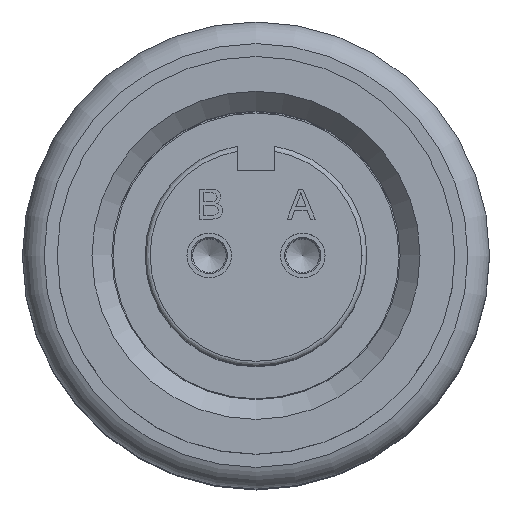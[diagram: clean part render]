
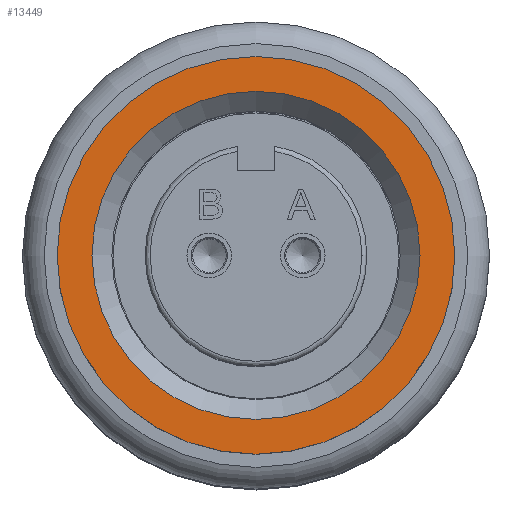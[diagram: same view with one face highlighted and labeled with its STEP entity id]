
A CAD part, top view. The second image highlights one B-rep face of the part: STEP entity #13449.
In plain terms, the highlighted planar face has unit normal (0, 0, 1).
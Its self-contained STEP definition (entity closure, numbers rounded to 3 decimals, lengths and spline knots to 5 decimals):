
#1393=FACE_BOUND('',#2308,.T.);
#1593=FACE_OUTER_BOUND('',#2307,.T.);
#2307=EDGE_LOOP('',(#8370));
#2308=EDGE_LOOP('',(#8371));
#3079=CIRCLE('',#14155,0.4);
#3082=CIRCLE('',#14161,0.33);
#4586=VERTEX_POINT('',#20033);
#4589=VERTEX_POINT('',#20042);
#6018=EDGE_CURVE('',#4586,#4586,#3079,.T.);
#6021=EDGE_CURVE('',#4589,#4589,#3082,.T.);
#8370=ORIENTED_EDGE('',*,*,#6018,.F.);
#8371=ORIENTED_EDGE('',*,*,#6021,.F.);
#12569=PLANE('',#14164);
#13449=ADVANCED_FACE('',(#1593,#1393),#12569,.F.);
#14155=AXIS2_PLACEMENT_3D('',#20034,#16114,#16115);
#14161=AXIS2_PLACEMENT_3D('',#20043,#16126,#16127);
#14164=AXIS2_PLACEMENT_3D('',#20047,#16132,#16133);
#16114=DIRECTION('center_axis',(0.,0.,
-1.));
#16115=DIRECTION('ref_axis',(-1.,0.,0.));
#16126=DIRECTION('center_axis',(0.,0.,
1.));
#16127=DIRECTION('ref_axis',(-1.,0.,0.));
#16132=DIRECTION('center_axis',(0.,0.,
-1.));
#16133=DIRECTION('ref_axis',(-1.,0.,0.));
#20033=CARTESIAN_POINT('',(0.4,0.,0.14325));
#20034=CARTESIAN_POINT('Origin',(0.,0.,
0.14325));
#20042=CARTESIAN_POINT('',(0.33,0.,0.14325));
#20043=CARTESIAN_POINT('Origin',(0.,0.,
0.14325));
#20047=CARTESIAN_POINT('Origin',(0.,0.,
0.14325));
